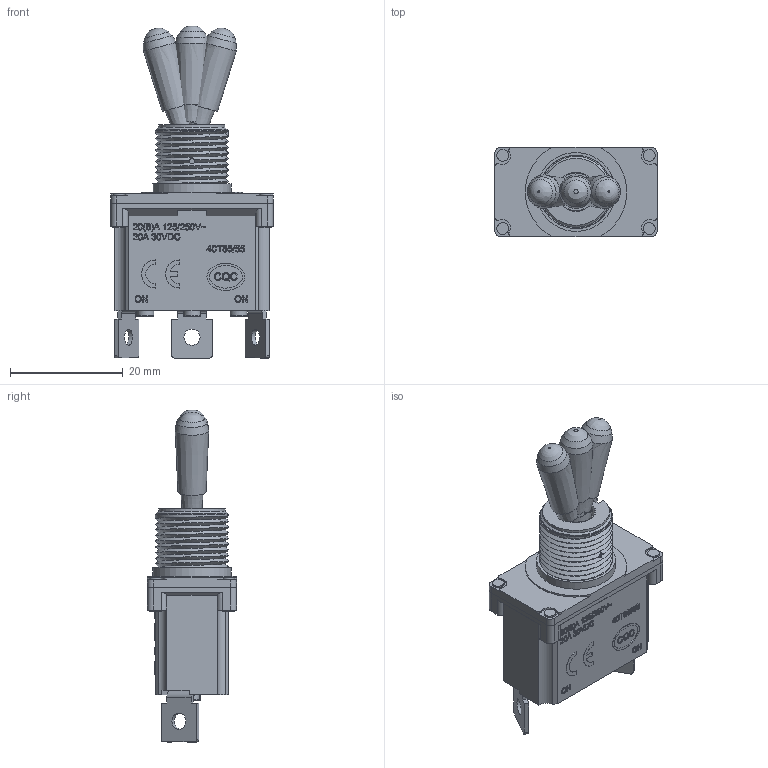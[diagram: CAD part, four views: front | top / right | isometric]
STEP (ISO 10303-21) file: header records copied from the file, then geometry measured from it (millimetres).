
FILE_DESCRIPTION(/* description */ ('Unknown'),/* implementation_level */ '2;1');
FILE_NAME(/* name */ '472221010140',/* time_stamp */ '2025-05-23T13:55:00+02:00',/* author */ ('Unknown'),/* organization */ ('Unknown'),/* preprocessor_version */ 'ST-DEVELOPER v19.4',/* originating_system */ 'Solid Edge',/* authorisation */ 'Unknown');
FILE_SCHEMA (('AUTOMOTIVE_DESIGN {1 0 10303 214 3 1 1}'));
Products named in the file (10): 472221010140; Body; Thread; blank; Actuator straight; Rubber straight; Pin; Pin Fixer; Rubber; Actuator
Assembly tree (17 placements, depth 2):
  472221010140
    Body
    Thread
    blank  x4
    Actuator straight
    Rubber straight
    Pin  x3
    Pin Fixer  x3
    Rubber
    Actuator  x2
Bounding box: 28.8 x 15.8 x 58.9 mm (x, y, z)
Volume: 10194.2 mm3; surface area: 7261.5 mm2
Topology: 17 solids, 17 shells, 1139 faces, 2834 edges, 1887 vertices
Faces by surface type: plane 797, bspline 207, cylinder 134, cone 1
Full cylindrical faces by diameter (mm): 1 x1, 1.8 x4, 2 x16, 2.1 x8, 2.5 x8, 2.65 x1, 2.85 x3, 3 x3, 3.7 x1, 4 x1, 6.7 x2, 7 x3
Entity records: 50879 total; most frequent: CARTESIAN_POINT 24184, ORIENTED_EDGE 4794, DIRECTION 3083, EDGE_CURVE 2397, VERTEX_POINT 1639, EDGE_LOOP 1226, FACE_BOUND 1226, B_SPLINE_CURVE_WITH_KNOTS 1113
